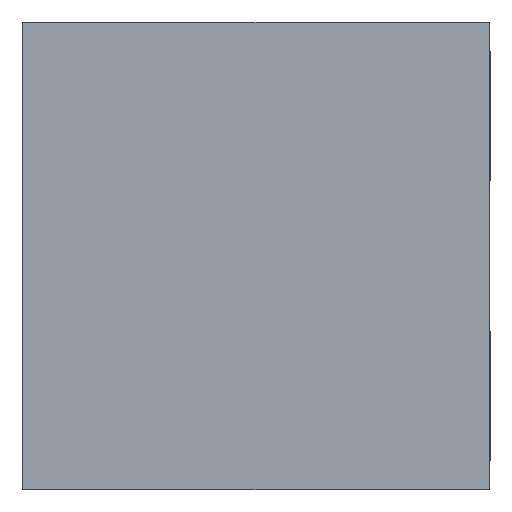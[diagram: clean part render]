
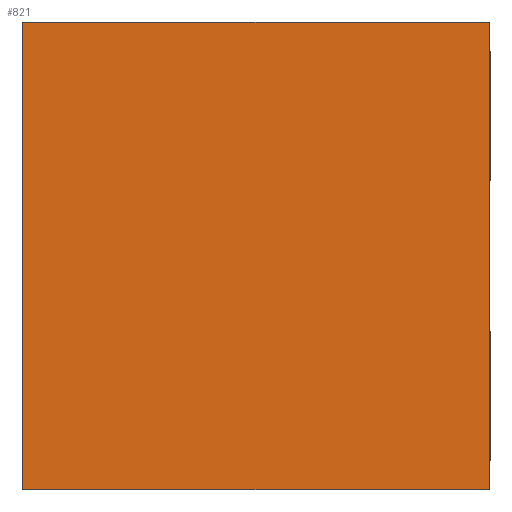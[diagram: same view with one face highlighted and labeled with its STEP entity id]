
A CAD part, top view. The second image highlights one B-rep face of the part: STEP entity #821.
In plain terms, the highlighted planar face has unit normal (0, 0, 1).
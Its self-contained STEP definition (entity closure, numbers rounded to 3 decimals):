
#39=PLANE('',#877);
#112=FACE_OUTER_BOUND('',#153,.T.);
#153=EDGE_LOOP('',(#733,#734,#735,#736));
#199=LINE('',#1160,#308);
#204=LINE('',#1170,#313);
#213=LINE('',#1188,#322);
#217=LINE('',#1194,#326);
#308=VECTOR('',#949,1250.);
#313=VECTOR('',#956,1250.);
#322=VECTOR('',#967,1250.);
#326=VECTOR('',#973,1250.);
#414=VERTEX_POINT('',#1156);
#416=VERTEX_POINT('',#1159);
#420=VERTEX_POINT('',#1169);
#428=VERTEX_POINT('',#1187);
#495=EDGE_CURVE('',#416,#414,#199,.T.);
#500=EDGE_CURVE('',#420,#416,#204,.T.);
#509=EDGE_CURVE('',#428,#420,#213,.T.);
#513=EDGE_CURVE('',#414,#428,#217,.T.);
#733=ORIENTED_EDGE('',*,*,#500,.T.);
#734=ORIENTED_EDGE('',*,*,#495,.T.);
#735=ORIENTED_EDGE('',*,*,#513,.T.);
#736=ORIENTED_EDGE('',*,*,#509,.T.);
#821=ADVANCED_FACE('',(#112),#39,.T.);
#877=AXIS2_PLACEMENT_3D('',#1288,#1048,#1049);
#949=DIRECTION('',(-1.,0.,0.));
#956=DIRECTION('',(0.,1.,0.));
#967=DIRECTION('',(1.,0.,0.));
#973=DIRECTION('',(0.,-1.,0.));
#1048=DIRECTION('center_axis',(0.,0.,
1.));
#1049=DIRECTION('ref_axis',(1.,0.,0.));
#1156=CARTESIAN_POINT('',(-0.5,0.5,0.4));
#1159=CARTESIAN_POINT('',(0.5,0.5,0.4));
#1160=CARTESIAN_POINT('',(0.,0.5,0.4));
#1169=CARTESIAN_POINT('',(0.5,-0.5,0.4));
#1170=CARTESIAN_POINT('',(0.5,0.,0.4));
#1187=CARTESIAN_POINT('',(-0.5,-0.5,0.4));
#1188=CARTESIAN_POINT('',(0.,-0.5,0.4));
#1194=CARTESIAN_POINT('',(-0.5,0.,0.4));
#1288=CARTESIAN_POINT('Origin',(-0.313,0.313,0.4));
